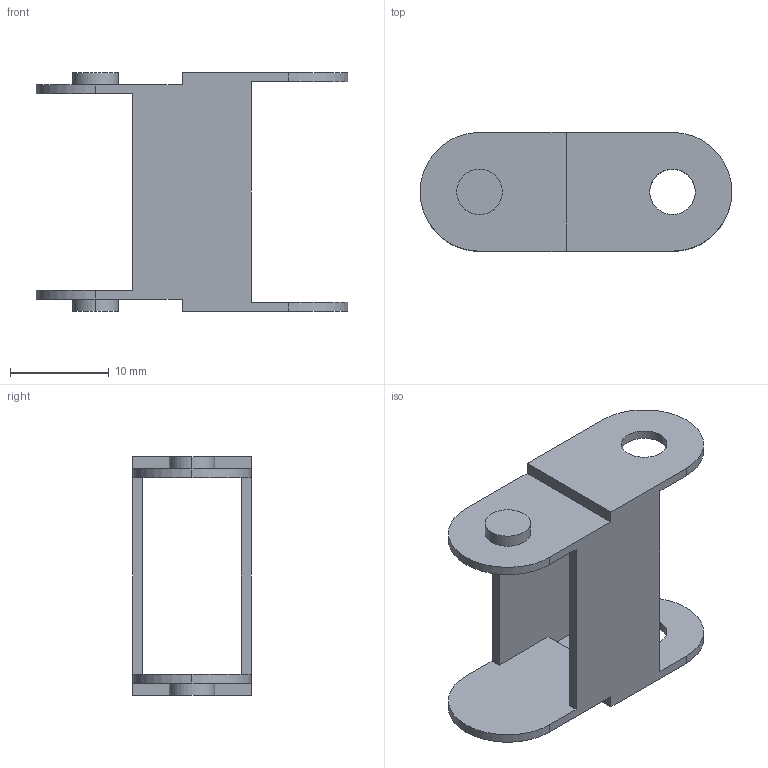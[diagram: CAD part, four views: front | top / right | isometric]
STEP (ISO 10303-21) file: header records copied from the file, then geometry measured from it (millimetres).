
FILE_DESCRIPTION (( 'STEP AP203' ), '1' );
FILE_NAME ('e-chain cable carrier link 05-4-038-0.STEP', '2018-12-26T15:57:06', ( 'DASSAULT SYSTEMES' ), ( 'DASSAULT SYSTEMES' ), 'SwSTEP 2.0', 'SolidWorks 2018', '' );
FILE_SCHEMA (( 'CONFIG_CONTROL_DESIGN' ));
Length unit declared in the file: millimetre
Products named in the file (1): e-chain cable carrier link 05-4-038-0
Bounding box: 31.5 x 12 x 24.13 mm (x, y, z)
Volume: 1202.8 mm3; surface area: 2626 mm2
Topology: 1 solids, 1 shells, 36 faces, 102 edges, 68 vertices
Faces by surface type: plane 22, cylinder 14
Entity records: 1263 total; most frequent: CARTESIAN_POINT 207, ORIENTED_EDGE 204, DIRECTION 204, EDGE_CURVE 102, VECTOR 74, LINE 74, VERTEX_POINT 68, AXIS2_PLACEMENT_3D 65
